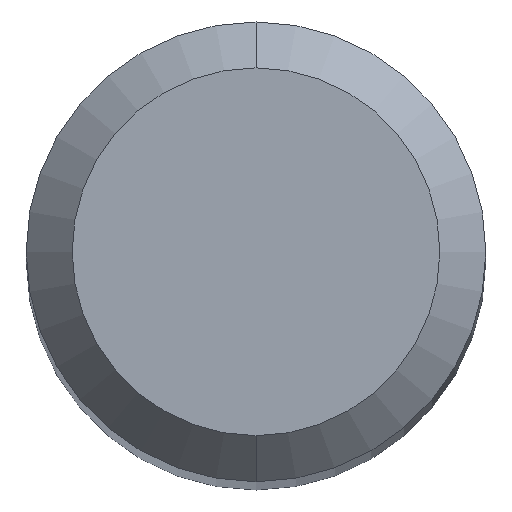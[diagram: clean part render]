
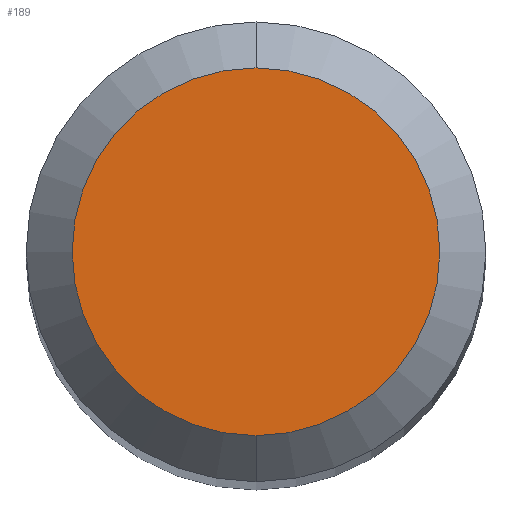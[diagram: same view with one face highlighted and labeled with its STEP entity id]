
A CAD part, top view. The second image highlights one B-rep face of the part: STEP entity #189.
In plain terms, the highlighted planar face has unit normal (0, 0, 1).
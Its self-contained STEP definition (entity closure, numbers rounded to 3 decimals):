
#169=EDGE_CURVE('',#223,#213,#329,.T.);
#189=ADVANCED_FACE('',(#351),#352,.T.);
#199=EDGE_CURVE('',#213,#223,#364,.T.);
#213=VERTEX_POINT('',#380);
#223=VERTEX_POINT('',#390);
#329=CIRCLE('',#510,1.2);
#351=FACE_OUTER_BOUND('',#537,.T.);
#352=PLANE('',#538);
#364=CIRCLE('',#555,1.2);
#380=CARTESIAN_POINT('',(0.,-1.2,0.0));
#390=CARTESIAN_POINT('',(0.0,1.2,0.0));
#510=AXIS2_PLACEMENT_3D('',#698,#699,#700);
#537=EDGE_LOOP('',(#727,#728));
#538=AXIS2_PLACEMENT_3D('',#729,#730,#731);
#555=AXIS2_PLACEMENT_3D('',#750,#751,#752);
#698=CARTESIAN_POINT('',(0.0,0.0,0.0));
#699=DIRECTION('',(0.0,0.0,-1.0));
#700=DIRECTION('',(0.0,1.0,0.0));
#727=ORIENTED_EDGE('',*,*,#169,.F.);
#728=ORIENTED_EDGE('',*,*,#199,.F.);
#729=CARTESIAN_POINT('',(0.0,0.6,0.0));
#730=DIRECTION('',(-0.0,0.0,1.0));
#731=DIRECTION('',(0.0,-1.0,0.0));
#750=CARTESIAN_POINT('',(0.0,0.0,0.0));
#751=DIRECTION('',(0.0,0.0,-1.0));
#752=DIRECTION('',(0.0,1.0,0.0));
